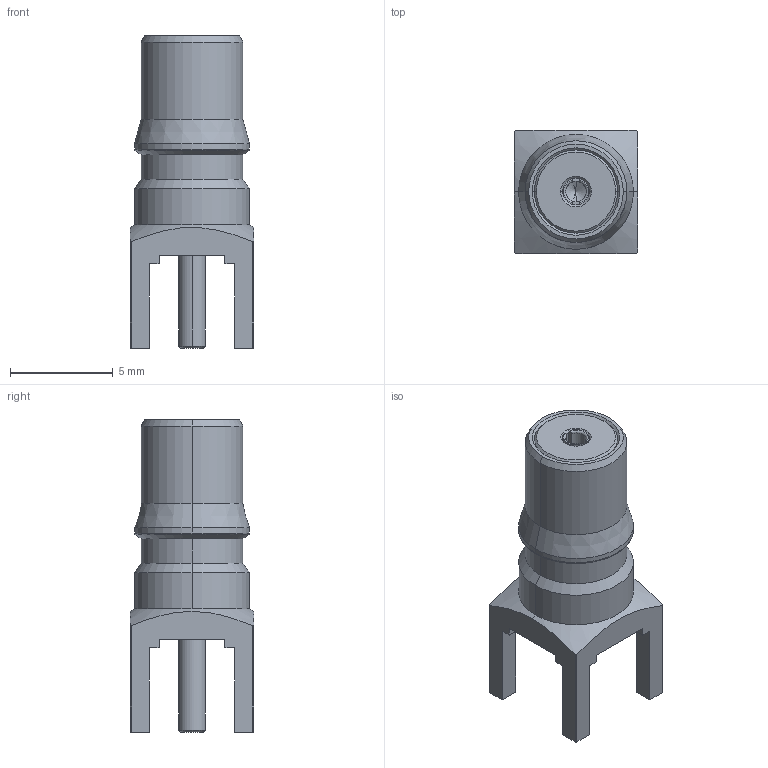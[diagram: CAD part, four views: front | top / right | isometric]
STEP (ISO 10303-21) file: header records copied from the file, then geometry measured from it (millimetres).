
FILE_DESCRIPTION (( 'STEP AP214' ), '1' );
FILE_NAME ('ÑÖÍÊ.434531.030ÑÁ_Ðîçåòêà+äëÿ ïîòðåáèòåëÿ.STEP', '2018-11-28T11:12:42', ( 'User' ), ( '' ), 'SwSTEP 2.0', 'SolidWorks 2016', '' );
FILE_SCHEMA (( 'AUTOMOTIVE_DESIGN' ));
Length unit declared in the file: millimetre
Products named in the file (1): ÑÖÍÊ.434531.030ÑÁ_Ðîçåòêà+äëÿ ïîòðåáèòåëÿ
Bounding box: 6 x 6 x 15.2 mm (x, y, z)
Volume: 262.1 mm3; surface area: 352.2 mm2
Topology: 1 solids, 1 shells, 93 faces, 232 edges, 143 vertices
Faces by surface type: plane 41, cone 26, cylinder 22, torus 4
Entity records: 3875 total; most frequent: CARTESIAN_POINT 573, DIRECTION 484, ORIENTED_EDGE 460, EDGE_CURVE 230, AXIS2_PLACEMENT_3D 170, VECTOR 144, LINE 144, VERTEX_POINT 143
